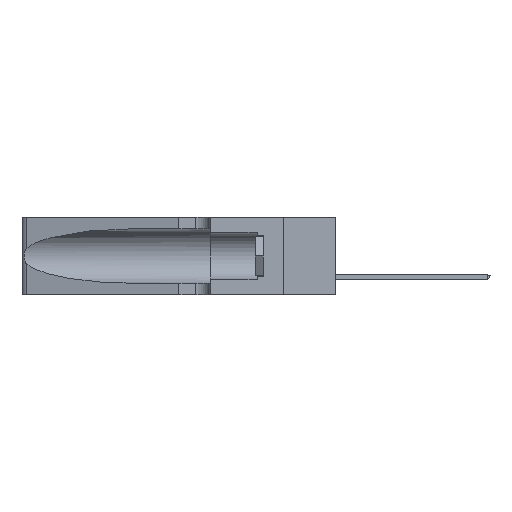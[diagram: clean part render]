
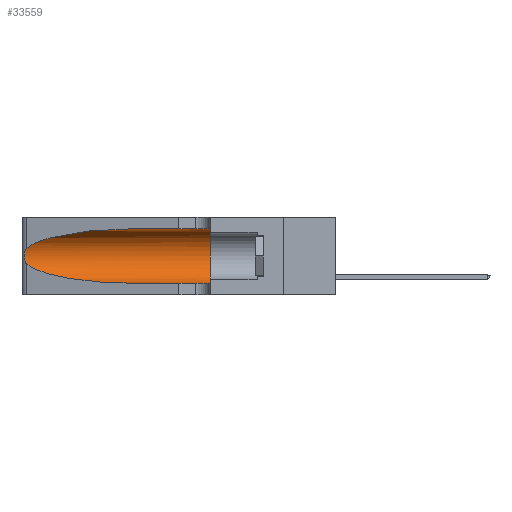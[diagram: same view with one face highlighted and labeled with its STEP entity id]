
A CAD part, left-side view. The second image highlights one B-rep face of the part: STEP entity #33559.
In plain terms, the highlighted cylindrical face has radius 3.308 mm (diameter 6.617 mm), a partial arc.
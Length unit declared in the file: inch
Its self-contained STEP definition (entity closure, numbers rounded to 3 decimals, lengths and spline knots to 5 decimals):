
#3115 = VERTEX_POINT ( 'NONE', #30001 ) ;
#3369 = CARTESIAN_POINT ( 'NONE',  ( 0.18966, 0.96281, 0.05475 ) ) ;
#3487 = VERTEX_POINT ( 'NONE', #29131 ) ;
#3556 = B_SPLINE_CURVE_WITH_KNOTS ( 'NONE', 3,
 ( #11475, #14644, #17974, #14802, #24630, #36819, #21464, #21204, #8747, #34200, #27390, #37102, #33638, #8455 ),
 .UNSPECIFIED., .F., .F.,
 ( 4, 2, 2, 2, 2, 2, 4 ),
 ( 0., 0.00027, 0.00053, 0.00107, 0.0016, 0.00187, 0.00214 ),
 .UNSPECIFIED. ) ;
#3759 = ORIENTED_EDGE ( 'NONE', *, *, #38953, .F. ) ;
#4888 = DIRECTION ( 'NONE',  ( 0., -1., 0. ) ) ;
#6683 = CARTESIAN_POINT ( 'NONE',  ( 0.1305, 0.72297, 0.05475 ) ) ;
#7104 = LINE ( 'NONE', #20291, #18535 ) ;
#8455 = CARTESIAN_POINT ( 'NONE',  ( 0.25487, 1.22718, 0.14631 ) ) ;
#8564 = AXIS2_PLACEMENT_3D ( 'NONE', #19803, #26564, #36116 ) ;
#8747 = CARTESIAN_POINT ( 'NONE',  ( 0.26017, 1.23833, 0.17102 ) ) ;
#9087 = CARTESIAN_POINT ( 'NONE',  ( 0.2373, 1.15595, 0.08982 ) ) ;
#9324 = ORIENTED_EDGE ( 'NONE', *, *, #10776, .T. ) ;
#10020 = EDGE_CURVE ( 'NONE', #21285, #39393, #3556, .T. ) ;
#10344 = CARTESIAN_POINT ( 'NONE',  ( 0.1305, 0.72297, 0.31525 ) ) ;
#10776 = EDGE_CURVE ( 'NONE', #13482, #21285, #26883, .T. ) ;
#11475 = CARTESIAN_POINT ( 'NONE',  ( 0.25487, 1.22718, 0.22369 ) ) ;
#12220 =( BOUNDED_CURVE ( )  B_SPLINE_CURVE ( 3, ( #21931, #9087, #3369, #6683 ),
 .UNSPECIFIED., .F., .T. ) 
 B_SPLINE_CURVE_WITH_KNOTS ( ( 4, 4 ),
 ( 3.44316, 4.71239 ),
 .UNSPECIFIED. ) 
 CURVE ( )  GEOMETRIC_REPRESENTATION_ITEM ( )  RATIONAL_B_SPLINE_CURVE ( ( 1., 0.87, 0.87, 1. ) ) 
 REPRESENTATION_ITEM ( '' )  );
#12601 = ORIENTED_EDGE ( 'NONE', *, *, #10020, .T. ) ;
#13306 = CARTESIAN_POINT ( 'NONE',  ( 0.25487, 1.22718, 0.22369 ) ) ;
#13471 = VECTOR ( 'NONE', #4888, 39.37008 ) ;
#13482 = VERTEX_POINT ( 'NONE', #10344 ) ;
#14314 = CARTESIAN_POINT ( 'NONE',  ( 0.1305, 0.72297, 0.31525 ) ) ;
#14588 = CARTESIAN_POINT ( 'NONE',  ( 0.25487, 1.22718, 0.22369 ) ) ;
#14644 = CARTESIAN_POINT ( 'NONE',  ( 0.25555, 1.22994, 0.2215 ) ) ;
#14802 = CARTESIAN_POINT ( 'NONE',  ( 0.25787, 1.23484, 0.2124 ) ) ;
#16907 = EDGE_CURVE ( 'NONE', #39393, #3487, #12220, .T. ) ;
#17653 = CARTESIAN_POINT ( 'NONE',  ( 0.1305, 1.61858, 0.185 ) ) ;
#17974 = CARTESIAN_POINT ( 'NONE',  ( 0.25639, 1.23184, 0.21858 ) ) ;
#18535 = VECTOR ( 'NONE', #23602, 39.37008 ) ;
#18984 = ORIENTED_EDGE ( 'NONE', *, *, #40341, .F. ) ;
#19803 = CARTESIAN_POINT ( 'NONE',  ( 0.1305, 0.35, 0.185 ) ) ;
#20291 = CARTESIAN_POINT ( 'NONE',  ( 0.1305, 1.61858, 0.05475 ) ) ;
#20300 = EDGE_CURVE ( 'NONE', #3487, #23974, #7104, .T. ) ;
#20853 = DIRECTION ( 'NONE',  ( 0., 0., -1. ) ) ;
#21204 = CARTESIAN_POINT ( 'NONE',  ( 0.26075, 1.23896, 0.178 ) ) ;
#21285 = VERTEX_POINT ( 'NONE', #13306 ) ;
#21464 = CARTESIAN_POINT ( 'NONE',  ( 0.26075, 1.23896, 0.19203 ) ) ;
#21931 = CARTESIAN_POINT ( 'NONE',  ( 0.25487, 1.22718, 0.14631 ) ) ;
#22091 = CARTESIAN_POINT ( 'NONE',  ( 0.25487, 1.22718, 0.14631 ) ) ;
#23602 = DIRECTION ( 'NONE',  ( 0., -1., 0. ) ) ;
#23974 = VERTEX_POINT ( 'NONE', #24018 ) ;
#24018 = CARTESIAN_POINT ( 'NONE',  ( 0.1305, 0.35, 0.05475 ) ) ;
#24520 = CYLINDRICAL_SURFACE ( 'NONE', #36810, 0.13025 ) ;
#24630 = CARTESIAN_POINT ( 'NONE',  ( 0.25854, 1.2359, 0.20912 ) ) ;
#25532 = ORIENTED_EDGE ( 'NONE', *, *, #16907, .T. ) ;
#26564 = DIRECTION ( 'NONE',  ( 0., 1., 0. ) ) ;
#26631 = DIRECTION ( 'NONE',  ( 0., -1., 0. ) ) ;
#26883 =( BOUNDED_CURVE ( )  B_SPLINE_CURVE ( 3, ( #14314, #30807, #28146, #14588 ),
 .UNSPECIFIED., .F., .T. ) 
 B_SPLINE_CURVE_WITH_KNOTS ( ( 4, 4 ),
 ( 1.5708, 2.84003 ),
 .UNSPECIFIED. ) 
 CURVE ( )  GEOMETRIC_REPRESENTATION_ITEM ( )  RATIONAL_B_SPLINE_CURVE ( ( 1., 0.87, 0.87, 1. ) ) 
 REPRESENTATION_ITEM ( '' )  );
#27390 = CARTESIAN_POINT ( 'NONE',  ( 0.25789, 1.23486, 0.15765 ) ) ;
#28146 = CARTESIAN_POINT ( 'NONE',  ( 0.2373, 1.15595, 0.28018 ) ) ;
#29131 = CARTESIAN_POINT ( 'NONE',  ( 0.1305, 0.72297, 0.05475 ) ) ;
#30001 = CARTESIAN_POINT ( 'NONE',  ( 0.1305, 0.35, 0.31525 ) ) ;
#30807 = CARTESIAN_POINT ( 'NONE',  ( 0.18966, 0.96281, 0.31525 ) ) ;
#30903 = CIRCLE ( 'NONE', #8564, 0.13025 ) ;
#32900 = FACE_OUTER_BOUND ( 'NONE', #38715, .T. ) ;
#33559 = ADVANCED_FACE ( 'NONE', ( #32900 ), #24520, .F. ) ;
#33608 = ORIENTED_EDGE ( 'NONE', *, *, #20300, .T. ) ;
#33638 = CARTESIAN_POINT ( 'NONE',  ( 0.25555, 1.22993, 0.14849 ) ) ;
#34200 = CARTESIAN_POINT ( 'NONE',  ( 0.25856, 1.23593, 0.16098 ) ) ;
#34357 = LINE ( 'NONE', #39282, #13471 ) ;
#36116 = DIRECTION ( 'NONE',  ( 0., 0., 1. ) ) ;
#36810 = AXIS2_PLACEMENT_3D ( 'NONE', #17653, #26631, #20853 ) ;
#36819 = CARTESIAN_POINT ( 'NONE',  ( 0.26018, 1.23835, 0.19895 ) ) ;
#37102 = CARTESIAN_POINT ( 'NONE',  ( 0.25639, 1.23186, 0.15144 ) ) ;
#38715 = EDGE_LOOP ( 'NONE', ( #9324, #12601, #25532, #33608, #3759, #18984 ) ) ;
#38953 = EDGE_CURVE ( 'NONE', #3115, #23974, #30903, .T. ) ;
#39282 = CARTESIAN_POINT ( 'NONE',  ( 0.1305, 1.61858, 0.31525 ) ) ;
#39393 = VERTEX_POINT ( 'NONE', #22091 ) ;
#40341 = EDGE_CURVE ( 'NONE', #13482, #3115, #34357, .T. ) ;
